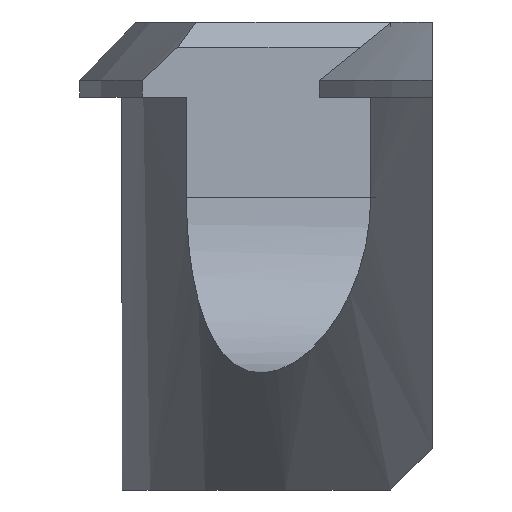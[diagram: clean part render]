
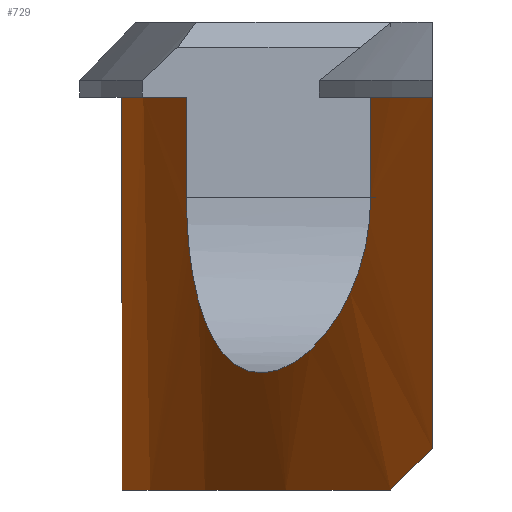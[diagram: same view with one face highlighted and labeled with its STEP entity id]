
A CAD part, left-side view. The second image highlights one B-rep face of the part: STEP entity #729.
In plain terms, the highlighted cylindrical face has radius 15.25 mm (diameter 30.5 mm), a partial arc.
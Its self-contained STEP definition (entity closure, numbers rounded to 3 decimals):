
#118=DIRECTION('',(0.,0.,1.));
#119=VECTOR('',#118,1.2);
#120=CARTESIAN_POINT('',(4.9,14.441,9.15));
#121=LINE('',#120,#119);
#122=DIRECTION('',(0.,0.,1.));
#123=VECTOR('',#122,1.2);
#124=CARTESIAN_POINT('',(-4.9,14.441,9.15));
#125=LINE('',#124,#123);
#126=CARTESIAN_POINT('',(-9.1,12.237,9.15));
#127=CARTESIAN_POINT('',(-9.1,12.237,9.037));
#128=CARTESIAN_POINT('',(-9.082,12.251,8.811));
#129=CARTESIAN_POINT('',(-8.996,12.314,8.466));
#130=CARTESIAN_POINT('',(-8.852,12.419,8.137));
#131=CARTESIAN_POINT('',(-8.642,12.566,7.822));
#132=CARTESIAN_POINT('',(-8.369,12.75,7.541));
#133=CARTESIAN_POINT('',(-8.031,12.967,7.305));
#134=CARTESIAN_POINT('',(-7.65,13.195,7.139));
#135=CARTESIAN_POINT('',(-7.239,13.425,7.05));
#136=CARTESIAN_POINT('',(-6.828,13.639,7.044));
#137=CARTESIAN_POINT('',(-6.427,13.832,7.117));
#138=CARTESIAN_POINT('',(-6.057,13.997,7.26));
#139=CARTESIAN_POINT('',(-5.721,14.137,7.469));
#140=CARTESIAN_POINT('',(-5.438,14.248,7.729));
#141=CARTESIAN_POINT('',(-5.208,14.334,8.034));
#142=CARTESIAN_POINT('',(-5.032,14.396,8.383));
#143=CARTESIAN_POINT('',(-4.924,14.433,8.763));
#144=CARTESIAN_POINT('',(-4.9,14.441,9.02));
#145=CARTESIAN_POINT('',(-4.9,14.441,9.15));
#147=DIRECTION('',(0.,0.,1.));
#148=VECTOR('',#147,1.2);
#149=CARTESIAN_POINT('',(-9.1,12.237,9.15));
#150=LINE('',#149,#148);
#151=DIRECTION('',(0.,0.,1.));
#152=VECTOR('',#151,4.2);
#153=CARTESIAN_POINT('',(-10.016,11.5,6.15));
#154=LINE('',#153,#152);
#155=CARTESIAN_POINT('',(-9.411,12.,5.65));
#156=CARTESIAN_POINT('',(-9.619,11.837,5.813));
#157=CARTESIAN_POINT('',(-9.82,11.67,5.98));
#158=CARTESIAN_POINT('',(-10.016,11.5,6.15));
#160=CARTESIAN_POINT('',(0.,0.,5.65));
#161=DIRECTION('',(0.,0.,-1.));
#162=DIRECTION('',(-0.617,0.787,0.));
#163=AXIS2_PLACEMENT_3D('',#160,#161,#162);
#165=CARTESIAN_POINT('',(10.016,11.5,6.15));
#166=CARTESIAN_POINT('',(9.82,11.67,5.98));
#167=CARTESIAN_POINT('',(9.619,11.837,5.813));
#168=CARTESIAN_POINT('',(9.411,12.,5.65));
#170=DIRECTION('',(0.,0.,1.));
#171=VECTOR('',#170,4.2);
#172=CARTESIAN_POINT('',(10.016,11.5,6.15));
#173=LINE('',#172,#171);
#174=DIRECTION('',(0.,0.,1.));
#175=VECTOR('',#174,1.2);
#176=CARTESIAN_POINT('',(9.1,12.237,9.15));
#177=LINE('',#176,#175);
#178=CARTESIAN_POINT('',(4.9,14.441,9.15));
#179=CARTESIAN_POINT('',(4.9,14.441,9.019));
#180=CARTESIAN_POINT('',(4.924,14.433,8.763));
#181=CARTESIAN_POINT('',(5.032,14.396,8.382));
#182=CARTESIAN_POINT('',(5.208,14.334,8.032));
#183=CARTESIAN_POINT('',(5.439,14.248,7.728));
#184=CARTESIAN_POINT('',(5.723,14.137,7.468));
#185=CARTESIAN_POINT('',(6.059,13.997,7.259));
#186=CARTESIAN_POINT('',(6.428,13.831,7.116));
#187=CARTESIAN_POINT('',(6.829,13.638,7.044));
#188=CARTESIAN_POINT('',(7.24,13.424,7.05));
#189=CARTESIAN_POINT('',(7.651,13.194,7.139));
#190=CARTESIAN_POINT('',(8.031,12.966,7.305));
#191=CARTESIAN_POINT('',(8.37,12.75,7.541));
#192=CARTESIAN_POINT('',(8.642,12.566,7.822));
#193=CARTESIAN_POINT('',(8.852,12.419,8.137));
#194=CARTESIAN_POINT('',(8.996,12.314,8.466));
#195=CARTESIAN_POINT('',(9.082,12.25,8.812));
#196=CARTESIAN_POINT('',(9.1,12.237,9.037));
#197=CARTESIAN_POINT('',(9.1,12.237,9.15));
#334=CARTESIAN_POINT('',(0.,0.,10.35));
#335=DIRECTION('',(0.,0.,1.));
#336=DIRECTION('',(0.321,0.947,0.));
#337=AXIS2_PLACEMENT_3D('',#334,#335,#336);
#343=CARTESIAN_POINT('',(0.,0.,10.35));
#344=DIRECTION('',(0.,0.,1.));
#345=DIRECTION('',(0.657,0.754,0.));
#346=AXIS2_PLACEMENT_3D('',#343,#344,#345);
#360=CARTESIAN_POINT('',(0.,0.,10.35));
#361=DIRECTION('',(0.,0.,1.));
#362=DIRECTION('',(-0.597,0.802,0.));
#363=AXIS2_PLACEMENT_3D('',#360,#361,#362);
#395=CARTESIAN_POINT('',(10.016,11.5,10.35));
#397=VERTEX_POINT('',#395);
#400=CARTESIAN_POINT('',(-10.016,11.5,10.35));
#402=VERTEX_POINT('',#400);
#423=VERTEX_POINT('',#165);
#424=VERTEX_POINT('',#168);
#425=CARTESIAN_POINT('',(-9.411,12.,5.65));
#426=VERTEX_POINT('',#425);
#427=VERTEX_POINT('',#158);
#444=CARTESIAN_POINT('',(4.9,14.441,9.15));
#445=CARTESIAN_POINT('',(4.9,14.441,10.35));
#446=VERTEX_POINT('',#444);
#447=VERTEX_POINT('',#445);
#448=CARTESIAN_POINT('',(9.1,12.237,9.15));
#449=CARTESIAN_POINT('',(9.1,12.237,10.35));
#450=VERTEX_POINT('',#448);
#451=VERTEX_POINT('',#449);
#452=CARTESIAN_POINT('',(-9.1,12.237,9.15));
#453=CARTESIAN_POINT('',(-9.1,12.237,10.35));
#454=VERTEX_POINT('',#452);
#455=VERTEX_POINT('',#453);
#456=CARTESIAN_POINT('',(-4.9,14.441,9.15));
#457=CARTESIAN_POINT('',(-4.9,14.441,10.35));
#458=VERTEX_POINT('',#456);
#459=VERTEX_POINT('',#457);
#699=CARTESIAN_POINT('',(0.,0.,5.205));
#700=DIRECTION('',(0.,0.,1.));
#701=DIRECTION('',(-1.,0.,0.));
#702=AXIS2_PLACEMENT_3D('',#699,#700,#701);
#703=CYLINDRICAL_SURFACE('',#702,15.25);
#705=ORIENTED_EDGE('',*,*,#704,.T.);
#707=ORIENTED_EDGE('',*,*,#706,.T.);
#708=ORIENTED_EDGE('',*,*,#534,.F.);
#710=ORIENTED_EDGE('',*,*,#709,.F.);
#712=ORIENTED_EDGE('',*,*,#711,.T.);
#714=ORIENTED_EDGE('',*,*,#713,.T.);
#715=ORIENTED_EDGE('',*,*,#615,.F.);
#716=ORIENTED_EDGE('',*,*,#693,.F.);
#718=ORIENTED_EDGE('',*,*,#717,.T.);
#719=ORIENTED_EDGE('',*,*,#689,.F.);
#720=ORIENTED_EDGE('',*,*,#630,.T.);
#722=ORIENTED_EDGE('',*,*,#721,.T.);
#724=ORIENTED_EDGE('',*,*,#723,.F.);
#726=ORIENTED_EDGE('',*,*,#725,.F.);
#727=EDGE_LOOP('',(#705,#707,#708,#710,#712,#714,#715,#716,#718,#719,#720,#722,
#724,#726));
#728=FACE_OUTER_BOUND('',#727,.F.);
#729=ADVANCED_FACE('',(#728),#703,.T.);
#146=B_SPLINE_CURVE_WITH_KNOTS('',3,(#126,#127,#128,#129,#130,#131,#132,#133,
#134,#135,#136,#137,#138,#139,#140,#141,#142,#143,#144,#145),.UNSPECIFIED.,.F.,
.F.,(4,1,1,1,1,1,1,1,1,1,1,1,1,1,1,1,1,4),(0.,0.059,
0.118,0.176,0.235,0.294,
0.353,0.412,0.471,0.529,
0.588,0.647,0.706,0.765,
0.824,0.882,0.941,1.),.UNSPECIFIED.);
#159=B_SPLINE_CURVE_WITH_KNOTS('',3,(#155,#156,#157,#158),.UNSPECIFIED.,.F.,.F.,
(4,4),(0.,1.),.UNSPECIFIED.);
#164=CIRCLE('',#163,15.25);
#169=B_SPLINE_CURVE_WITH_KNOTS('',3,(#165,#166,#167,#168),.UNSPECIFIED.,.F.,.F.,
(4,4),(0.,1.),.UNSPECIFIED.);
#198=B_SPLINE_CURVE_WITH_KNOTS('',3,(#178,#179,#180,#181,#182,#183,#184,#185,
#186,#187,#188,#189,#190,#191,#192,#193,#194,#195,#196,#197),.UNSPECIFIED.,.F.,
.F.,(4,1,1,1,1,1,1,1,1,1,1,1,1,1,1,1,1,4),(0.,0.059,
0.118,0.176,0.235,0.294,
0.353,0.412,0.471,0.529,
0.588,0.647,0.706,0.765,
0.824,0.882,0.941,1.),.UNSPECIFIED.);
#338=CIRCLE('',#337,15.25);
#347=CIRCLE('',#346,15.25);
#364=CIRCLE('',#363,15.25);
#534=EDGE_CURVE('',#458,#459,#125,.T.);
#615=EDGE_CURVE('',#427,#402,#154,.T.);
#630=EDGE_CURVE('',#423,#397,#173,.T.);
#689=EDGE_CURVE('',#423,#424,#169,.T.);
#693=EDGE_CURVE('',#426,#427,#159,.T.);
#704=EDGE_CURVE('',#446,#447,#121,.T.);
#706=EDGE_CURVE('',#447,#459,#338,.T.);
#709=EDGE_CURVE('',#454,#458,#146,.T.);
#711=EDGE_CURVE('',#454,#455,#150,.T.);
#713=EDGE_CURVE('',#455,#402,#364,.T.);
#717=EDGE_CURVE('',#426,#424,#164,.T.);
#721=EDGE_CURVE('',#397,#451,#347,.T.);
#723=EDGE_CURVE('',#450,#451,#177,.T.);
#725=EDGE_CURVE('',#446,#450,#198,.T.);
